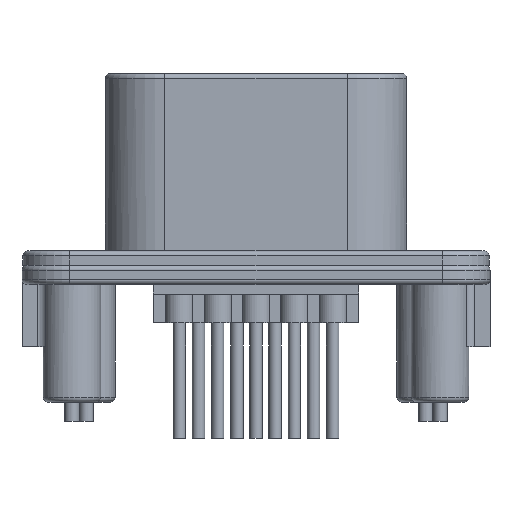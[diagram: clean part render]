
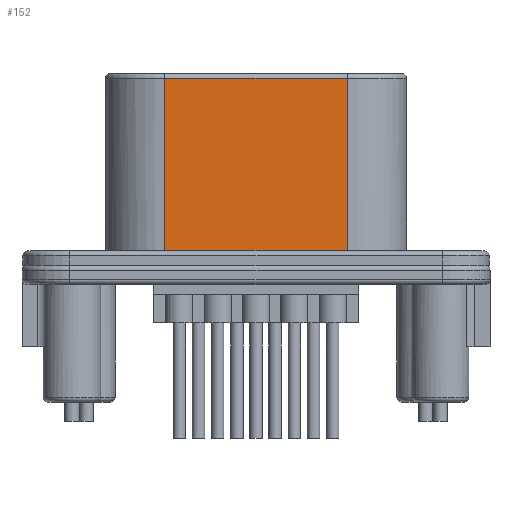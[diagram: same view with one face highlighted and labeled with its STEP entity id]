
A CAD part, front view. The second image highlights one B-rep face of the part: STEP entity #152.
In plain terms, the highlighted planar face has unit normal (0, -1, 0).
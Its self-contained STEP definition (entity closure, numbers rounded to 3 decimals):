
#152=ADVANCED_FACE('',(#711),#712,.T.);
#711=FACE_OUTER_BOUND('',#1616,.T.);
#712=PLANE('',#1617);
#1616=EDGE_LOOP('',(#3245,#3246,#3247,#3248));
#1617=AXIS2_PLACEMENT_3D('',#3249,#3250,#3251);
#3245=ORIENTED_EDGE('',*,*,#6182,.T.);
#3246=ORIENTED_EDGE('',*,*,#6181,.F.);
#3247=ORIENTED_EDGE('',*,*,#6177,.F.);
#3248=ORIENTED_EDGE('',*,*,#6121,.F.);
#3249=CARTESIAN_POINT('',(-9.5,-11.8,0.0));
#3250=DIRECTION('',(0.0,-1.0,0.0));
#3251=DIRECTION('',(0.0,0.0,-1.0));
#6121=EDGE_CURVE('',#7523,#7526,#7527,.T.);
#6177=EDGE_CURVE('',#7526,#7601,#7602,.T.);
#6181=EDGE_CURVE('',#7601,#7605,#7607,.T.);
#6182=EDGE_CURVE('',#7523,#7605,#7608,.T.);
#7523=VERTEX_POINT('',#9449);
#7526=VERTEX_POINT('',#9452);
#7527=LINE('',#9453,#9454);
#7601=VERTEX_POINT('',#9622);
#7602=LINE('',#9623,#9624);
#7605=VERTEX_POINT('',#9627);
#7607=LINE('',#9629,#9630);
#7608=LINE('',#9631,#9632);
#9449=CARTESIAN_POINT('',(-9.5,-11.8,-0.5));
#9452=CARTESIAN_POINT('',(9.5,-11.8,-0.5));
#9453=CARTESIAN_POINT('',(-9.5,-11.8,-0.5));
#9454=VECTOR('',#11843,19.);
#9622=CARTESIAN_POINT('',(9.5,-11.8,-19.5));
#9623=CARTESIAN_POINT('',(9.5,-11.8,-0.5));
#9624=VECTOR('',#11916,19.0);
#9627=CARTESIAN_POINT('',(-9.5,-11.8,-19.5));
#9629=CARTESIAN_POINT('',(9.5,-11.8,-19.5));
#9630=VECTOR('',#11926,19.);
#9631=CARTESIAN_POINT('',(-9.5,-11.8,-0.5));
#9632=VECTOR('',#11927,19.0);
#11843=DIRECTION('',(1.0,0.0,0.0));
#11916=DIRECTION('',(0.,0.0,-1.0));
#11926=DIRECTION('',(-1.0,0.0,0.0));
#11927=DIRECTION('',(0.,0.0,-1.0));
